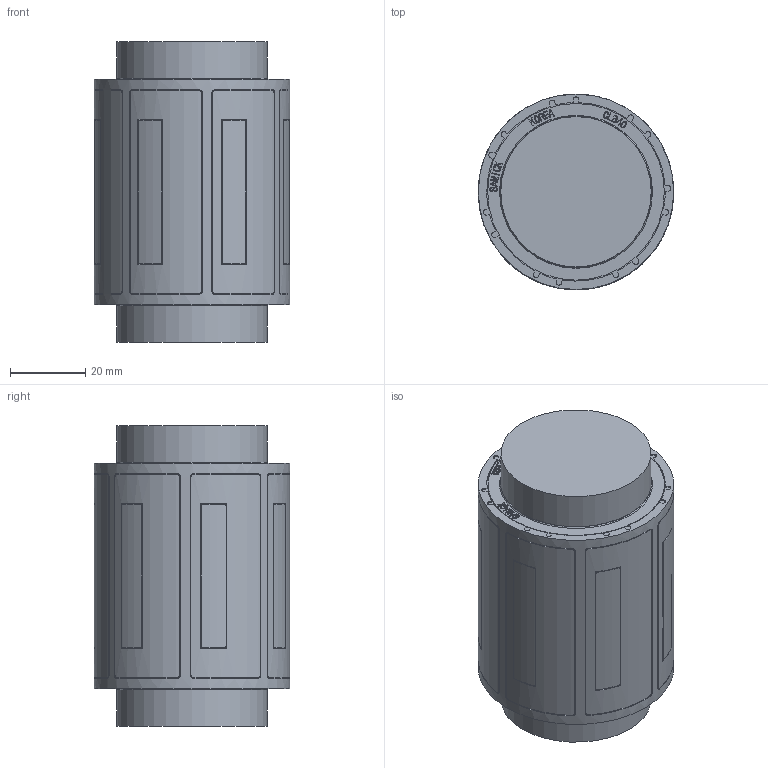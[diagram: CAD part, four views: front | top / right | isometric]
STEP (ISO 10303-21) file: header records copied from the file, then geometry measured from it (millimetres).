
FILE_DESCRIPTION(/* description */ (''),/* implementation_level */ '2;1');
FILE_NAME(/* name */ 'CLB 40 UU.stp',/* time_stamp */ '2017-12-22T13:16:08+09:00',/* author */ ('Administrator'),/* organization */ (''),/* preprocessor_version */ 'ST-DEVELOPER v15.6',/* originating_system */ 'Autodesk Inventor 2015',/* authorisation */ '');
FILE_SCHEMA (('AUTOMOTIVE_DESIGN { 1 0 10303 214 3 1 1 }'));
Length unit declared in the file: millimetre
Products named in the file (1): CLB 40 UU
Bounding box: 52 x 52 x 80 mm (x, y, z)
Volume: 147977.6 mm3; surface area: 60667.2 mm2
Topology: 1 solids, 1 shells, 1282 faces, 3634 edges, 2404 vertices
Faces by surface type: bspline 564, plane 473, cylinder 243, cone 2
Full cylindrical faces by diameter (mm): 40 x2, 47 x2, 52 x1
Entity records: 42960 total; most frequent: CARTESIAN_POINT 13449, ORIENTED_EDGE 7248, DIRECTION 4172, EDGE_CURVE 3624, VERTEX_POINT 2402, LINE 2034, VECTOR 2034, EDGE_LOOP 1368
